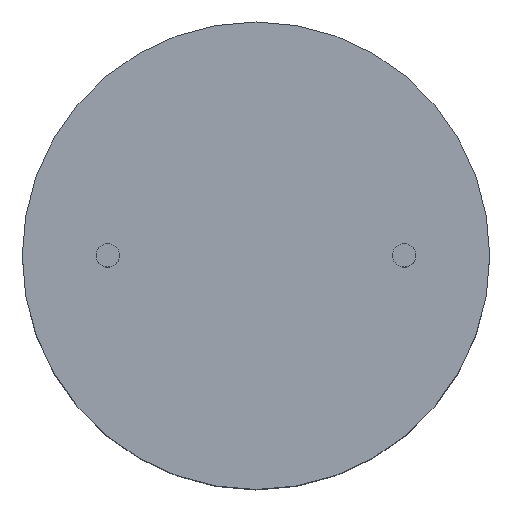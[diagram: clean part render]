
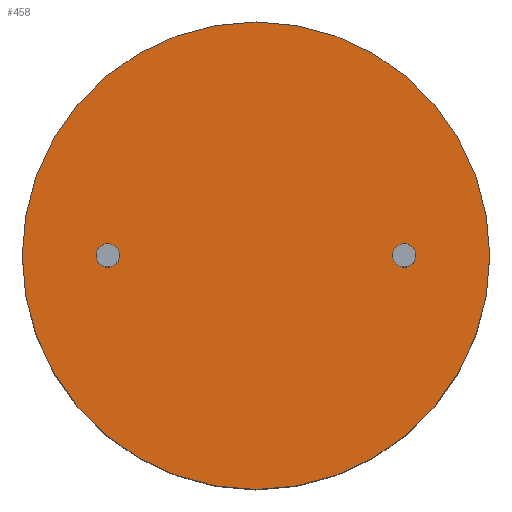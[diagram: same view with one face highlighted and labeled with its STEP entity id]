
A CAD part, top view. The second image highlights one B-rep face of the part: STEP entity #458.
In plain terms, the highlighted planar face has unit normal (0, 0, 1).
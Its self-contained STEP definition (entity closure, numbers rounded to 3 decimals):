
#3 = AXIS2_PLACEMENT_3D ( 'NONE', #180, #399, #143 ) ;
#19 = CARTESIAN_POINT ( 'NONE',  ( 0., 0., 7.5 ) ) ;
#21 = CIRCLE ( 'NONE', #163, 0.3 ) ;
#22 = EDGE_LOOP ( 'NONE', ( #433, #263 ) ) ;
#42 = CIRCLE ( 'NONE', #134, 0.3 ) ;
#47 = DIRECTION ( 'NONE',  ( 0., 0., 1. ) ) ;
#69 = VERTEX_POINT ( 'NONE', #448 ) ;
#74 = VERTEX_POINT ( 'NONE', #238 ) ;
#100 = FACE_BOUND ( 'NONE', #22, .T. ) ;
#130 = EDGE_CURVE ( 'NONE', #139, #69, #21, .T. ) ;
#134 = AXIS2_PLACEMENT_3D ( 'NONE', #174, #348, #478 ) ;
#137 = DIRECTION ( 'NONE',  ( 0., 0., 1. ) ) ;
#139 = VERTEX_POINT ( 'NONE', #341 ) ;
#143 = DIRECTION ( 'NONE',  ( 1., 0., 0. ) ) ;
#151 = DIRECTION ( 'NONE',  ( 0., 0., 1. ) ) ;
#160 = CARTESIAN_POINT ( 'NONE',  ( -3.5, 0., 7.5 ) ) ;
#163 = AXIS2_PLACEMENT_3D ( 'NONE', #344, #338, #251 ) ;
#170 = CIRCLE ( 'NONE', #386, 0.3 ) ;
#172 = DIRECTION ( 'NONE',  ( 0., 0., 1. ) ) ;
#174 = CARTESIAN_POINT ( 'NONE',  ( -3.8, 0., 7.5 ) ) ;
#180 = CARTESIAN_POINT ( 'NONE',  ( -3.8, 0., 7.5 ) ) ;
#198 = VERTEX_POINT ( 'NONE', #160 ) ;
#211 = AXIS2_PLACEMENT_3D ( 'NONE', #315, #137, #489 ) ;
#226 = FACE_OUTER_BOUND ( 'NONE', #412, .T. ) ;
#227 = EDGE_CURVE ( 'NONE', #316, #198, #240, .T. ) ;
#237 = CARTESIAN_POINT ( 'NONE',  ( 3.8, 0., 7.5 ) ) ;
#238 = CARTESIAN_POINT ( 'NONE',  ( 6., 0., 7.5 ) ) ;
#240 = CIRCLE ( 'NONE', #3, 0.3 ) ;
#245 = EDGE_CURVE ( 'NONE', #198, #316, #42, .T. ) ;
#251 = DIRECTION ( 'NONE',  ( 1., 0., 0. ) ) ;
#254 = AXIS2_PLACEMENT_3D ( 'NONE', #447, #151, #320 ) ;
#257 = EDGE_CURVE ( 'NONE', #74, #503, #418, .T. ) ;
#263 = ORIENTED_EDGE ( 'NONE', *, *, #245, .F. ) ;
#272 = PLANE ( 'NONE',  #421 ) ;
#293 = DIRECTION ( 'NONE',  ( 1., 0., 0. ) ) ;
#298 = EDGE_CURVE ( 'NONE', #503, #74, #516, .T. ) ;
#315 = CARTESIAN_POINT ( 'NONE',  ( 0., 0., 7.5 ) ) ;
#316 = VERTEX_POINT ( 'NONE', #328 ) ;
#320 = DIRECTION ( 'NONE',  ( 1., 0., 0. ) ) ;
#328 = CARTESIAN_POINT ( 'NONE',  ( -4.1, 0., 7.5 ) ) ;
#338 = DIRECTION ( 'NONE',  ( 0., 0., 1. ) ) ;
#341 = CARTESIAN_POINT ( 'NONE',  ( 4.1, 0., 7.5 ) ) ;
#344 = CARTESIAN_POINT ( 'NONE',  ( 3.8, 0., 7.5 ) ) ;
#348 = DIRECTION ( 'NONE',  ( 0., 0., 1. ) ) ;
#356 = DIRECTION ( 'NONE',  ( 1., 0., 0. ) ) ;
#376 = EDGE_LOOP ( 'NONE', ( #406, #400 ) ) ;
#381 = EDGE_CURVE ( 'NONE', #69, #139, #170, .T. ) ;
#386 = AXIS2_PLACEMENT_3D ( 'NONE', #237, #47, #293 ) ;
#399 = DIRECTION ( 'NONE',  ( 0., 0., 1. ) ) ;
#400 = ORIENTED_EDGE ( 'NONE', *, *, #130, .F. ) ;
#406 = ORIENTED_EDGE ( 'NONE', *, *, #381, .F. ) ;
#412 = EDGE_LOOP ( 'NONE', ( #542, #530 ) ) ;
#418 = CIRCLE ( 'NONE', #211, 6. ) ;
#421 = AXIS2_PLACEMENT_3D ( 'NONE', #19, #172, #356 ) ;
#428 = CARTESIAN_POINT ( 'NONE',  ( -6., 0., 7.5 ) ) ;
#433 = ORIENTED_EDGE ( 'NONE', *, *, #227, .F. ) ;
#447 = CARTESIAN_POINT ( 'NONE',  ( 0., 0., 7.5 ) ) ;
#448 = CARTESIAN_POINT ( 'NONE',  ( 3.5, 0., 7.5 ) ) ;
#458 = ADVANCED_FACE ( 'NONE', ( #528, #100, #226 ), #272, .T. ) ;
#478 = DIRECTION ( 'NONE',  ( 1., 0., 0. ) ) ;
#489 = DIRECTION ( 'NONE',  ( 1., 0., 0. ) ) ;
#503 = VERTEX_POINT ( 'NONE', #428 ) ;
#516 = CIRCLE ( 'NONE', #254, 6. ) ;
#528 = FACE_BOUND ( 'NONE', #376, .T. ) ;
#530 = ORIENTED_EDGE ( 'NONE', *, *, #257, .T. ) ;
#542 = ORIENTED_EDGE ( 'NONE', *, *, #298, .T. ) ;
